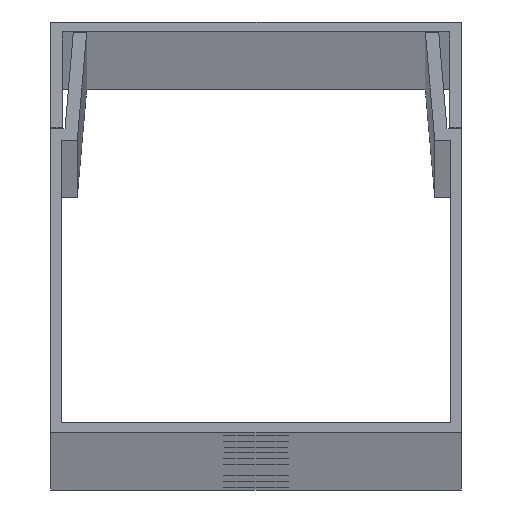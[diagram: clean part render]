
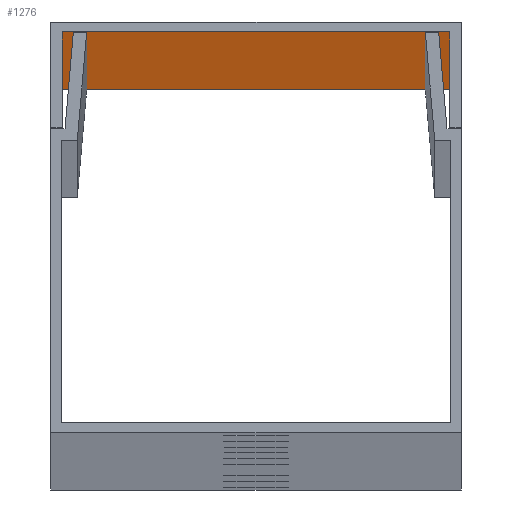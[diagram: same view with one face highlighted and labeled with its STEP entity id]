
A CAD part, top view. The second image highlights one B-rep face of the part: STEP entity #1276.
In plain terms, the highlighted planar face has unit normal (0, -1, 0).
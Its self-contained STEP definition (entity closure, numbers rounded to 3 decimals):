
#7 = VERTEX_POINT ( 'NONE', #1297 ) ;
#20 = FACE_OUTER_BOUND ( 'NONE', #50, .T. ) ;
#50 = EDGE_LOOP ( 'NONE', ( #1311, #1066, #1413, #751 ) ) ;
#80 = CARTESIAN_POINT ( 'NONE',  ( -11.792, 24.396, 1000. ) ) ;
#128 = CARTESIAN_POINT ( 'NONE',  ( 0., 24.396, -1000. ) ) ;
#140 = VECTOR ( 'NONE', #1243, 1000. ) ;
#275 = CARTESIAN_POINT ( 'NONE',  ( 0., 24.396, 1000. ) ) ;
#353 = CARTESIAN_POINT ( 'NONE',  ( 0., 24.396, 1000. ) ) ;
#402 = VECTOR ( 'NONE', #1400, 1000. ) ;
#501 = CARTESIAN_POINT ( 'NONE',  ( -11.792, 24.396, 1000. ) ) ;
#595 = VECTOR ( 'NONE', #1478, 1000. ) ;
#610 = EDGE_CURVE ( 'NONE', #1565, #7, #1602, .T. ) ;
#681 = CARTESIAN_POINT ( 'NONE',  ( 11.792, 24.396, 1000. ) ) ;
#719 = VECTOR ( 'NONE', #1257, 1000. ) ;
#751 = ORIENTED_EDGE ( 'NONE', *, *, #1372, .T. ) ;
#842 = DIRECTION ( 'NONE',  ( 0., 0., 1. ) ) ;
#856 = AXIS2_PLACEMENT_3D ( 'NONE', #353, #1594, #842 ) ;
#1033 = LINE ( 'NONE', #275, #719 ) ;
#1055 = EDGE_CURVE ( 'NONE', #1446, #7, #1114, .T. ) ;
#1066 = ORIENTED_EDGE ( 'NONE', *, *, #610, .F. ) ;
#1114 = LINE ( 'NONE', #128, #140 ) ;
#1150 = CARTESIAN_POINT ( 'NONE',  ( 11.792, 24.396, 1000. ) ) ;
#1190 = VERTEX_POINT ( 'NONE', #80 ) ;
#1243 = DIRECTION ( 'NONE',  ( 1., 0., 0. ) ) ;
#1257 = DIRECTION ( 'NONE',  ( 1., 0., 0. ) ) ;
#1276 = ADVANCED_FACE ( 'NONE', ( #20 ), #1463, .F. ) ;
#1297 = CARTESIAN_POINT ( 'NONE',  ( 11.792, 24.396, -1000. ) ) ;
#1311 = ORIENTED_EDGE ( 'NONE', *, *, #1055, .T. ) ;
#1364 = CARTESIAN_POINT ( 'NONE',  ( -11.792, 24.396, -1000. ) ) ;
#1372 = EDGE_CURVE ( 'NONE', #1190, #1446, #1578, .T. ) ;
#1400 = DIRECTION ( 'NONE',  ( 0., 0., -1. ) ) ;
#1413 = ORIENTED_EDGE ( 'NONE', *, *, #1501, .F. ) ;
#1446 = VERTEX_POINT ( 'NONE', #1364 ) ;
#1463 = PLANE ( 'NONE',  #856 ) ;
#1478 = DIRECTION ( 'NONE',  ( 0., 0., -1. ) ) ;
#1501 = EDGE_CURVE ( 'NONE', #1190, #1565, #1033, .T. ) ;
#1565 = VERTEX_POINT ( 'NONE', #681 ) ;
#1578 = LINE ( 'NONE', #501, #595 ) ;
#1594 = DIRECTION ( 'NONE',  ( 0., 1., 0. ) ) ;
#1602 = LINE ( 'NONE', #1150, #402 ) ;
